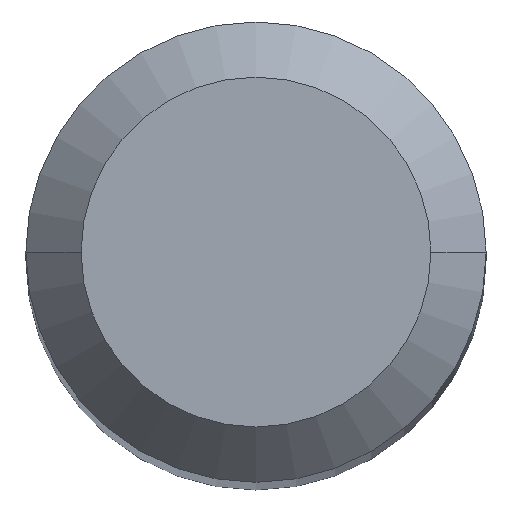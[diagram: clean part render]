
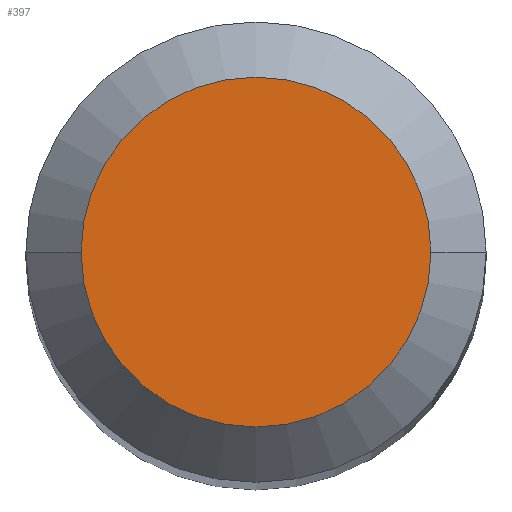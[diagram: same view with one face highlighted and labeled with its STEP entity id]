
A CAD part, top view. The second image highlights one B-rep face of the part: STEP entity #397.
In plain terms, the highlighted planar face has unit normal (0, 0, 1).
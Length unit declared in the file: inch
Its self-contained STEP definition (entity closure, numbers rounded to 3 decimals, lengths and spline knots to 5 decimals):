
#36 = VERTEX_POINT ( 'NONE', #183 ) ;
#38 = VERTEX_POINT ( 'NONE', #411 ) ;
#40 = EDGE_CURVE ( 'NONE', #38, #36, #462, .T. ) ;
#41 = PLANE ( 'NONE',  #296 ) ;
#48 = DIRECTION ( 'NONE',  ( 1., 0., 0. ) ) ;
#58 = DIRECTION ( 'NONE',  ( 0., 0., 1. ) ) ;
#79 = AXIS2_PLACEMENT_3D ( 'NONE', #289, #216, #48 ) ;
#108 = DIRECTION ( 'NONE',  ( -1., 0., 0. ) ) ;
#174 = FACE_OUTER_BOUND ( 'NONE', #302, .T. ) ;
#177 = CARTESIAN_POINT ( 'NONE',  ( 0., 0.0475, 0. ) ) ;
#183 = CARTESIAN_POINT ( 'NONE',  ( 0.0475, 0., 0. ) ) ;
#216 = DIRECTION ( 'NONE',  ( 0., 0., 1. ) ) ;
#250 = AXIS2_PLACEMENT_3D ( 'NONE', #393, #58, #417 ) ;
#289 = CARTESIAN_POINT ( 'NONE',  ( 0., 0., 0. ) ) ;
#296 = AXIS2_PLACEMENT_3D ( 'NONE', #177, #396, #108 ) ;
#302 = EDGE_LOOP ( 'NONE', ( #306, #363 ) ) ;
#306 = ORIENTED_EDGE ( 'NONE', *, *, #40, .T. ) ;
#351 = CIRCLE ( 'NONE', #250, 0.0475 ) ;
#363 = ORIENTED_EDGE ( 'NONE', *, *, #437, .T. ) ;
#393 = CARTESIAN_POINT ( 'NONE',  ( 0., 0., 0. ) ) ;
#396 = DIRECTION ( 'NONE',  ( 0., 0., -1. ) ) ;
#397 = ADVANCED_FACE ( 'NONE', ( #174 ), #41, .F. ) ;
#411 = CARTESIAN_POINT ( 'NONE',  ( -0.0475, 0., 0. ) ) ;
#417 = DIRECTION ( 'NONE',  ( 1., 0., 0. ) ) ;
#437 = EDGE_CURVE ( 'NONE', #36, #38, #351, .T. ) ;
#462 = CIRCLE ( 'NONE', #79, 0.0475 ) ;
